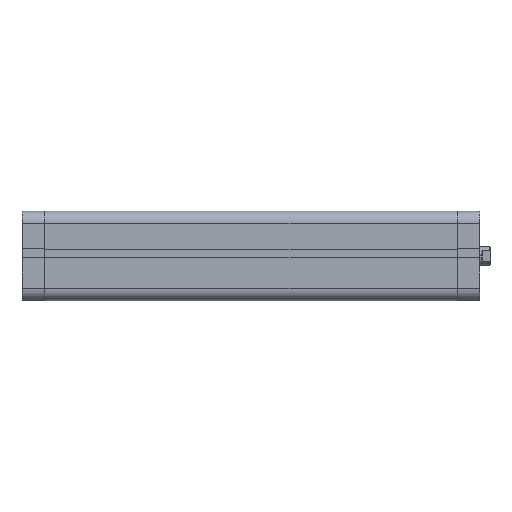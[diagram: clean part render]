
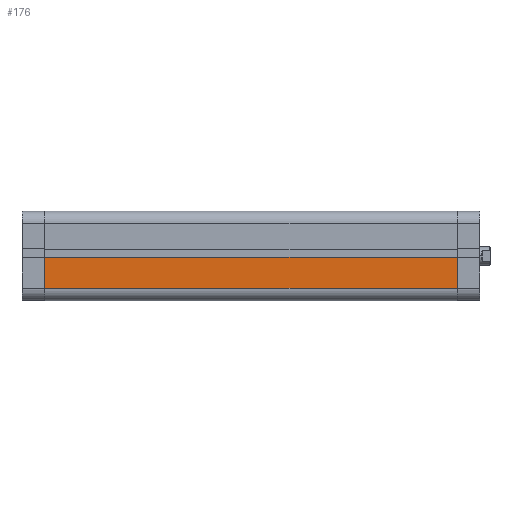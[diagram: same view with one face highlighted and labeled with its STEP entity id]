
A CAD part, top view. The second image highlights one B-rep face of the part: STEP entity #176.
In plain terms, the highlighted face is planar.
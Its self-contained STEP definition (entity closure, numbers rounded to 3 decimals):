
#176 = ADVANCED_FACE ( 'NONE', ( #1207 ), #2194, .T. ) ;
#683 = ORIENTED_EDGE ( 'NONE', *, *, #2728, .T. ) ;
#684 = ORIENTED_EDGE ( 'NONE', *, *, #2733, .T. ) ;
#685 = ORIENTED_EDGE ( 'NONE', *, *, #2721, .F. ) ;
#686 = ORIENTED_EDGE ( 'NONE', *, *, #2719, .F. ) ;
#1207 = FACE_OUTER_BOUND ( 'NONE', #4481, .T. ) ;
#1323 = VERTEX_POINT ( 'NONE', #2284 ) ;
#1328 = VERTEX_POINT ( 'NONE', #2289 ) ;
#1330 = VERTEX_POINT ( 'NONE', #2291 ) ;
#1331 = VERTEX_POINT ( 'NONE', #2292 ) ;
#2194 = PLANE ( 'NONE',  #3012 ) ;
#2197 = CARTESIAN_POINT ( 'NONE',  ( 29., -63.941, 266.5 ) ) ;
#2203 = DIRECTION ( 'NONE',  ( 1., 0., 0. ) ) ;
#2204 = DIRECTION ( 'NONE',  ( 0., 1., 0. ) ) ;
#2284 = CARTESIAN_POINT ( 'NONE',  ( 29., 21., 0. ) ) ;
#2289 = CARTESIAN_POINT ( 'NONE',  ( 29., 0.85, 0. ) ) ;
#2291 = CARTESIAN_POINT ( 'NONE',  ( 29., 21., 266.5 ) ) ;
#2292 = CARTESIAN_POINT ( 'NONE',  ( 29., 0.85, 266.5 ) ) ;
#2597 = CARTESIAN_POINT ( 'NONE',  ( 29., -63.941, 0. ) ) ;
#2602 = DIRECTION ( 'NONE',  ( 0., -1., 0. ) ) ;
#2605 = CARTESIAN_POINT ( 'NONE',  ( 29., 21., 266.5 ) ) ;
#2606 = DIRECTION ( 'NONE',  ( 0., 0., -1. ) ) ;
#2619 = CARTESIAN_POINT ( 'NONE',  ( 29., 0.85, 266.5 ) ) ;
#2620 = DIRECTION ( 'NONE',  ( 0., 0., -1. ) ) ;
#2719 = EDGE_CURVE ( 'NONE', #1323, #1328, #4603, .T. ) ;
#2721 = EDGE_CURVE ( 'NONE', #1330, #1323, #4621, .T. ) ;
#2728 = EDGE_CURVE ( 'NONE', #1331, #1328, #4635, .T. ) ;
#2733 = EDGE_CURVE ( 'NONE', #1330, #1331, #4644, .T. ) ;
#3012 = AXIS2_PLACEMENT_3D ( 'NONE', #2197, #2203, #2204 ) ;
#4481 = EDGE_LOOP ( 'NONE', ( #686, #685, #684, #683 ) ) ;
#4603 = LINE ( 'NONE', #2597, #4617 ) ;
#4617 = VECTOR ( 'NONE', #2602, 1000. ) ;
#4621 = LINE ( 'NONE', #2605, #4622 ) ;
#4622 = VECTOR ( 'NONE', #2606, 1000. ) ;
#4635 = LINE ( 'NONE', #2619, #4636 ) ;
#4636 = VECTOR ( 'NONE', #2620, 1000. ) ;
#4644 = LINE ( 'NONE', #5369, #4645 ) ;
#4645 = VECTOR ( 'NONE', #5370, 1000. ) ;
#5369 = CARTESIAN_POINT ( 'NONE',  ( 29., -63.941, 266.5 ) ) ;
#5370 = DIRECTION ( 'NONE',  ( 0., -1., 0. ) ) ;
